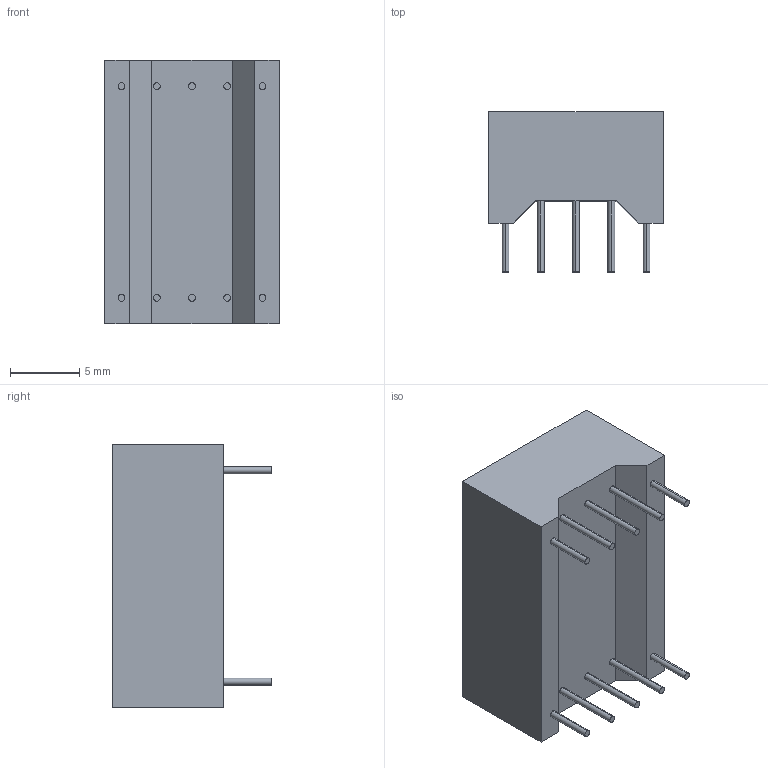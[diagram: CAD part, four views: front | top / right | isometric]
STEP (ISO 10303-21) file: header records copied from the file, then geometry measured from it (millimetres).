
FILE_DESCRIPTION (( 'STEP AP214' ), '1' );
FILE_NAME ('BL-S56.STEP', '2013-03-28T13:35:49', ( 'Tester2' ), ( '' ), 'SwSTEP 2.0', 'SolidWorks 2012', '' );
FILE_SCHEMA (( 'AUTOMOTIVE_DESIGN' ));
Length unit declared in the file: millimetre
Products named in the file (1): BL-S56
Bounding box: 12.6 x 11.5 x 19 mm (x, y, z)
Volume: 1693 mm3; surface area: 1066.9 mm2
Topology: 1 solids, 1 shells, 89 faces, 207 edges, 138 vertices
Faces by surface type: plane 62, cylinder 27
Entity records: 3438 total; most frequent: DIRECTION 441, CARTESIAN_POINT 435, ORIENTED_EDGE 414, EDGE_CURVE 207, LINE 153, VECTOR 153, AXIS2_PLACEMENT_3D 144, VERTEX_POINT 138
